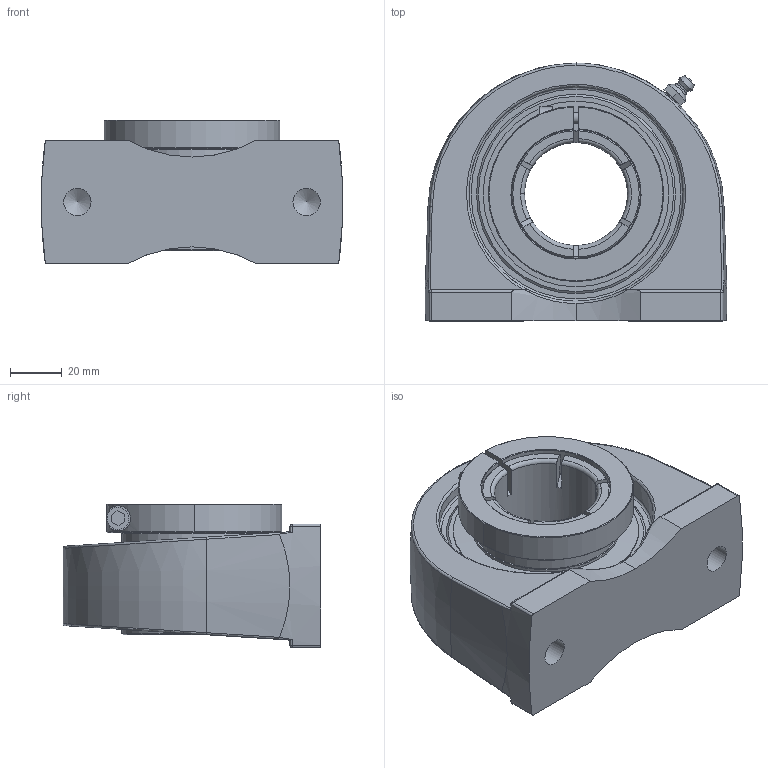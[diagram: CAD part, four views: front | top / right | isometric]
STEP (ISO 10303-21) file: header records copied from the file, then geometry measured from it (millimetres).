
FILE_DESCRIPTION(('HOOPS Exchange Step'),'2;1');
FILE_NAME('export-E947595D-A332-49EF-ADE1-18525C1110A6.stp','2019-12-13T16:57:28+16:00',('ibuslach'),('Alibre'),'HOOPS Exchange 2019.2','Alibre','Unknown authorisation');
FILE_SCHEMA( ('AP242_MANAGED_MODEL_BASED_3D_ENGINEERING_MIM_LF {1 0 10303 442 1 1 4 }') );
Length unit declared in the file: centimetre
Products named in the file (8): MRN SPA 208; UCP ZERK 6mm; SUE 208 LOCK RING; SUE 208 SHIELD; SUE 208 RACES; SUE 207 BOLT; MRN SUE 208; MRN SUEPA 208
Assembly tree (8 placements, depth 3):
  MRN SUEPA 208
    MRN SPA 208
    UCP ZERK 6mm
    MRN SUE 208
      SUE 208 LOCK RING
      SUE 208 SHIELD  x2
      SUE 208 RACES
      SUE 207 BOLT
Bounding box: 117 x 100 x 55.7 mm (x, y, z)
Volume: 280565.8 mm3; surface area: 82364.3 mm2
Topology: 8 solids, 8 shells, 243 faces, 684 edges, 448 vertices
Faces by surface type: plane 76, cylinder 68, cone 44, torus 26, bspline 16, sphere 13
Full cylindrical faces by diameter (mm): 1.482 x2, 4.134 x1, 4.137 x1, 5.8 x1, 6 x2, 8.5 x1, 10.592 x2, 40 x1, 56 x4, 57.016 x2, 68 x1, 72 x2, 83.195 x2
Entity records: 15321 total; most frequent: CARTESIAN_POINT 9176, ORIENTED_EDGE 1300, DIRECTION 1238, EDGE_CURVE 650, AXIS2_PLACEMENT_3D 515, VERTEX_POINT 434, CIRCLE 265, EDGE_LOOP 260
